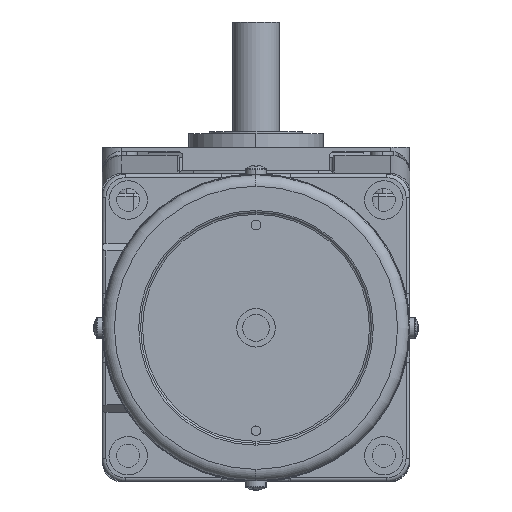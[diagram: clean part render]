
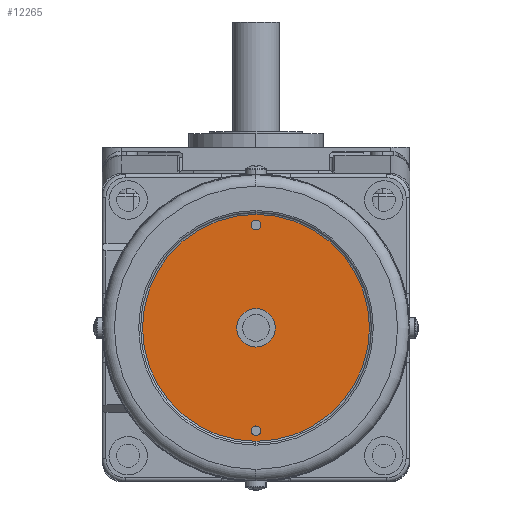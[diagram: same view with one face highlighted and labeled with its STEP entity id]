
A CAD part, left-side view. The second image highlights one B-rep face of the part: STEP entity #12265.
In plain terms, the highlighted planar face has unit normal (-1, 0, 0).
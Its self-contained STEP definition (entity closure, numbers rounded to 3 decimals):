
#382 = DIRECTION ( 'NONE',  ( 0., 0., -1. ) ) ;
#672 = CIRCLE ( 'NONE', #10435, 1.25 ) ;
#1014 = CARTESIAN_POINT ( 'NONE',  ( -233.823, 8.965, -18.915 ) ) ;
#1274 = AXIS2_PLACEMENT_3D ( 'NONE', #2375, #7731, #13022 ) ;
#1288 = ORIENTED_EDGE ( 'NONE', *, *, #15237, .T. ) ;
#1538 = CIRCLE ( 'NONE', #1274, 1.25 ) ;
#1584 = CARTESIAN_POINT ( 'NONE',  ( -233.823, 8.965, -44.415 ) ) ;
#1704 = PLANE ( 'NONE',  #14331 ) ;
#2027 = EDGE_LOOP ( 'NONE', ( #16743, #10938 ) ) ;
#2205 = DIRECTION ( 'NONE',  ( 0., 0., -1. ) ) ;
#2208 = DIRECTION ( 'NONE',  ( -1., 0., 0. ) ) ;
#2262 = DIRECTION ( 'NONE',  ( 1., 0., 0. ) ) ;
#2333 = EDGE_CURVE ( 'NONE', #15117, #11262, #1538, .T. ) ;
#2375 = CARTESIAN_POINT ( 'NONE',  ( -233.823, 8.965, -45.665 ) ) ;
#2432 = CARTESIAN_POINT ( 'NONE',  ( -233.823, 8.965, -18.915 ) ) ;
#3013 = FACE_BOUND ( 'NONE', #16835, .T. ) ;
#3725 = EDGE_LOOP ( 'NONE', ( #1288, #3889 ) ) ;
#3773 = CIRCLE ( 'NONE', #6040, 29.5 ) ;
#3889 = ORIENTED_EDGE ( 'NONE', *, *, #15691, .T. ) ;
#4266 = DIRECTION ( 'NONE',  ( -1., 0., 0. ) ) ;
#4303 = CIRCLE ( 'NONE', #14040, 1.25 ) ;
#4716 = DIRECTION ( 'NONE',  ( 1., 0., 0. ) ) ;
#5318 = CARTESIAN_POINT ( 'NONE',  ( -233.823, 8.965, 6.585 ) ) ;
#6040 = AXIS2_PLACEMENT_3D ( 'NONE', #2432, #7788, #13080 ) ;
#6049 = AXIS2_PLACEMENT_3D ( 'NONE', #14154, #2208, #7554 ) ;
#6282 = VERTEX_POINT ( 'NONE', #13358 ) ;
#6382 = DIRECTION ( 'NONE',  ( -1., 0., 0. ) ) ;
#7059 = CARTESIAN_POINT ( 'NONE',  ( -233.823, 38.465, -18.915 ) ) ;
#7153 = CIRCLE ( 'NONE', #16823, 5. ) ;
#7455 = ORIENTED_EDGE ( 'NONE', *, *, #12900, .F. ) ;
#7554 = DIRECTION ( 'NONE',  ( 0., 0., 1. ) ) ;
#7608 = DIRECTION ( 'NONE',  ( 0., 0., -1. ) ) ;
#7731 = DIRECTION ( 'NONE',  ( 1., 0., 0. ) ) ;
#7788 = DIRECTION ( 'NONE',  ( -1., 0., 0. ) ) ;
#8197 = ORIENTED_EDGE ( 'NONE', *, *, #13090, .F. ) ;
#8370 = FACE_BOUND ( 'NONE', #15851, .T. ) ;
#8571 = EDGE_CURVE ( 'NONE', #14218, #6282, #12449, .T. ) ;
#8665 = VERTEX_POINT ( 'NONE', #13077 ) ;
#8871 = CARTESIAN_POINT ( 'NONE',  ( -233.823, 8.965, -45.665 ) ) ;
#9321 = CARTESIAN_POINT ( 'NONE',  ( -233.823, 8.965, -13.915 ) ) ;
#9596 = DIRECTION ( 'NONE',  ( 0., 0., 1. ) ) ;
#9612 = ORIENTED_EDGE ( 'NONE', *, *, #8571, .T. ) ;
#9639 = AXIS2_PLACEMENT_3D ( 'NONE', #16180, #4266, #9596 ) ;
#10029 = DIRECTION ( 'NONE',  ( 0., 0., -1. ) ) ;
#10435 = AXIS2_PLACEMENT_3D ( 'NONE', #16604, #4716, #10029 ) ;
#10938 = ORIENTED_EDGE ( 'NONE', *, *, #11533, .T. ) ;
#11262 = VERTEX_POINT ( 'NONE', #16584 ) ;
#11533 = EDGE_CURVE ( 'NONE', #11262, #15117, #4303, .T. ) ;
#11665 = DIRECTION ( 'NONE',  ( 0., 0., 1. ) ) ;
#11990 = EDGE_CURVE ( 'NONE', #6282, #14218, #672, .T. ) ;
#12265 = ADVANCED_FACE ( 'NONE', ( #14946, #3013, #8370, #13658 ), #1704, .F. ) ;
#12344 = DIRECTION ( 'NONE',  ( 1., 0., 0. ) ) ;
#12449 = CIRCLE ( 'NONE', #14659, 1.25 ) ;
#12801 = CARTESIAN_POINT ( 'NONE',  ( -233.823, 8.965, -23.915 ) ) ;
#12900 = EDGE_CURVE ( 'NONE', #15548, #15598, #17091, .T. ) ;
#13022 = DIRECTION ( 'NONE',  ( 0., 0., -1. ) ) ;
#13077 = CARTESIAN_POINT ( 'NONE',  ( -233.823, 8.965, -48.415 ) ) ;
#13080 = DIRECTION ( 'NONE',  ( 0., 0., 1. ) ) ;
#13090 = EDGE_CURVE ( 'NONE', #15598, #15548, #7153, .T. ) ;
#13358 = CARTESIAN_POINT ( 'NONE',  ( -233.823, 8.965, 9.085 ) ) ;
#13532 = CIRCLE ( 'NONE', #6049, 29.5 ) ;
#13642 = CARTESIAN_POINT ( 'NONE',  ( -233.823, 8.965, 10.585 ) ) ;
#13658 = FACE_OUTER_BOUND ( 'NONE', #3725, .T. ) ;
#13952 = ORIENTED_EDGE ( 'NONE', *, *, #11990, .T. ) ;
#14040 = AXIS2_PLACEMENT_3D ( 'NONE', #8871, #14152, #2205 ) ;
#14152 = DIRECTION ( 'NONE',  ( 1., 0., 0. ) ) ;
#14154 = CARTESIAN_POINT ( 'NONE',  ( -233.823, 8.965, -18.915 ) ) ;
#14214 = CARTESIAN_POINT ( 'NONE',  ( -233.823, 8.965, 7.835 ) ) ;
#14218 = VERTEX_POINT ( 'NONE', #5318 ) ;
#14331 = AXIS2_PLACEMENT_3D ( 'NONE', #7059, #12344, #382 ) ;
#14659 = AXIS2_PLACEMENT_3D ( 'NONE', #14214, #2262, #7608 ) ;
#14946 = FACE_BOUND ( 'NONE', #2027, .T. ) ;
#15117 = VERTEX_POINT ( 'NONE', #1584 ) ;
#15237 = EDGE_CURVE ( 'NONE', #17056, #8665, #3773, .T. ) ;
#15548 = VERTEX_POINT ( 'NONE', #12801 ) ;
#15598 = VERTEX_POINT ( 'NONE', #9321 ) ;
#15691 = EDGE_CURVE ( 'NONE', #8665, #17056, #13532, .T. ) ;
#15851 = EDGE_LOOP ( 'NONE', ( #8197, #7455 ) ) ;
#16180 = CARTESIAN_POINT ( 'NONE',  ( -233.823, 8.965, -18.915 ) ) ;
#16584 = CARTESIAN_POINT ( 'NONE',  ( -233.823, 8.965, -46.915 ) ) ;
#16604 = CARTESIAN_POINT ( 'NONE',  ( -233.823, 8.965, 7.835 ) ) ;
#16743 = ORIENTED_EDGE ( 'NONE', *, *, #2333, .T. ) ;
#16823 = AXIS2_PLACEMENT_3D ( 'NONE', #1014, #6382, #11665 ) ;
#16835 = EDGE_LOOP ( 'NONE', ( #13952, #9612 ) ) ;
#17056 = VERTEX_POINT ( 'NONE', #13642 ) ;
#17091 = CIRCLE ( 'NONE', #9639, 5. ) ;
